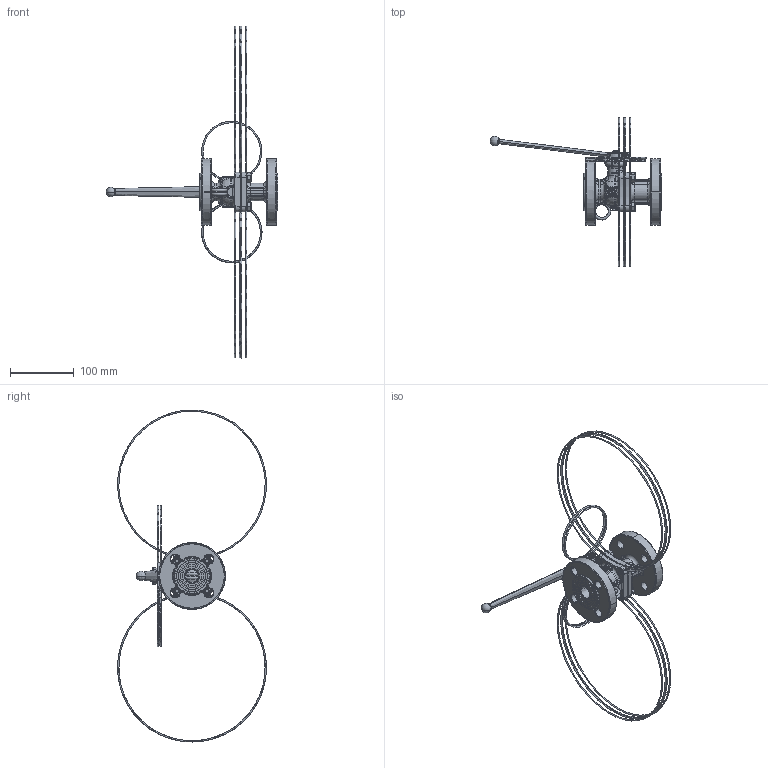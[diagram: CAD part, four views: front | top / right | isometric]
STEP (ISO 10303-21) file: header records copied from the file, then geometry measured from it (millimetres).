
FILE_DESCRIPTION((''),'2;1');
FILE_NAME('2019D-DN020-A01-01_ASM','2014-06-27T',('Administrator'),(''),'PRO/ENGINEER BY PARAMETRIC TECHNOLOGY CORPORATION, 2011080','PRO/ENGINEER BY PARAMETRIC TECHNOLOGY CORPORATION, 2011080','');
FILE_SCHEMA(('CONFIG_CONTROL_DESIGN'));
Products named in the file (13): 2019D020-M001; 2019D020-M02; 2019D020-003; 2019D020-004; 2019D015-BASHOU-01; 029-G028; 026-G001; 2019D015-012; 026-G012; 2019D015-018; 028-G007; 026-G003; 2019D-DN020-A01-01_ASM
Assembly tree (18 placements, depth 2):
  2019D-DN020-A01-01_ASM
    2019D020-M001
    2019D020-M02
    2019D020-003
    2019D020-004
    2019D015-BASHOU-01
    029-G028
    026-G001
    2019D015-012
    026-G012
    2019D015-018
    028-G007  x4
    026-G003  x4
Bounding box: 270 x 233.63 x 521.51 mm (x, y, z)
Surface area: 239607.8 mm2 (no closed solid volume)
Topology: 0 solids, 0 shells, 2158 faces, 11308 edges, 11168 vertices
Faces by surface type: bspline 1915, torus 223, sphere 20
Entity records: 204869 total; most frequent: CARTESIAN_POINT 126997, DIRECTION 11186, DEFINITIONAL_REPRESENTATION 9350, PCURVE 9350, COMPOSITE_CURVE_SEGMENT 9350, TRIMMED_CURVE 9306, VECTOR 7970, LINE 7970
